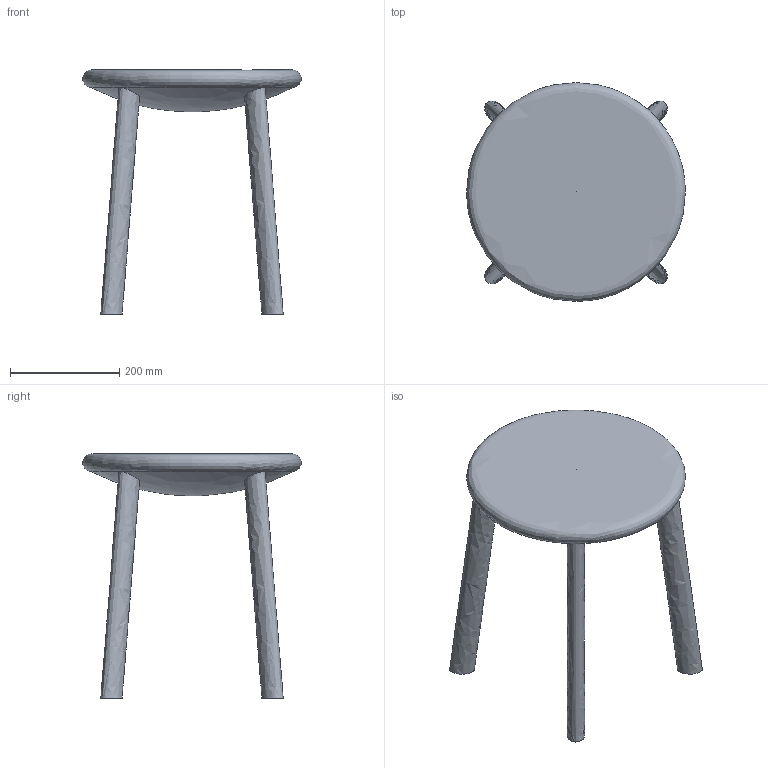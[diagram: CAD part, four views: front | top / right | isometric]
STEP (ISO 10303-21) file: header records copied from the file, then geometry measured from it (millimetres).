
FILE_DESCRIPTION(/* description */ (''),/* implementation_level */ '2;1');
FILE_NAME(/* name */ 'Bowl_CB-211_3D',/* time_stamp */ '2023-10-06T12:14:00+02:00',/* author */ (''),/* organization */ (''),/* preprocessor_version */ 'ST-DEVELOPER v16.5',/* originating_system */ 'Rhino 7.31',/* authorisation */ '');
FILE_SCHEMA (('AUTOMOTIVE_DESIGN'));
Length unit declared in the file: centimetre
Products named in the file (2): Document; Bowl_CB-211
Assembly tree (1 placements, depth 2):
  Document
    Bowl_CB-211
Bounding box: 400 x 400 x 446.42 mm (x, y, z)
Volume: 8080969.4 mm3; surface area: 479657.3 mm2
Topology: 1 solids, 1 shells, 10 faces, 19 edges, 12 vertices
Faces by surface type: bspline 6, plane 4
Entity records: 836 total; most frequent: CARTESIAN_POINT 654, ORIENTED_EDGE 34, EDGE_CURVE 17, EDGE_LOOP 13, B_SPLINE_CURVE_WITH_KNOTS 13, VERTEX_POINT 12, DIRECTION 12, ADVANCED_FACE 10
